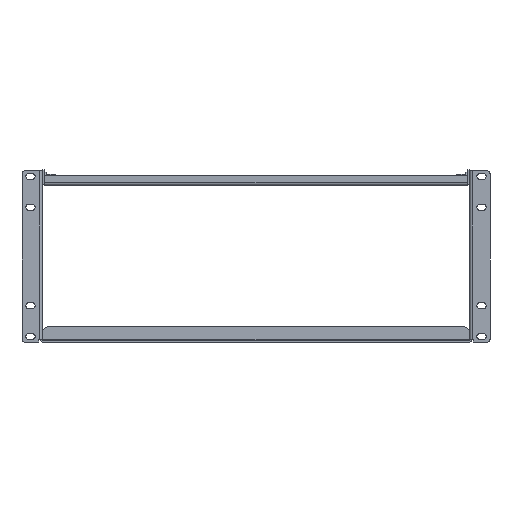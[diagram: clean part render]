
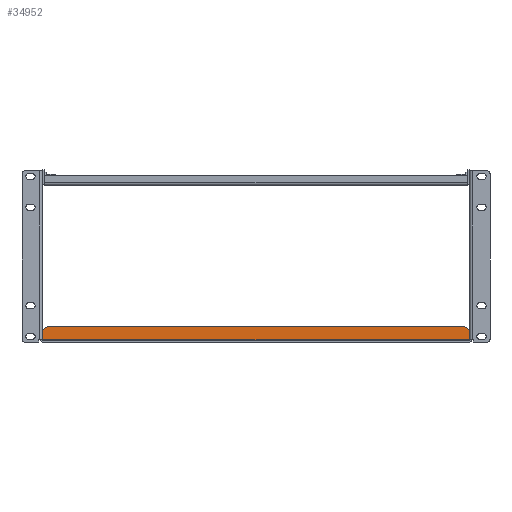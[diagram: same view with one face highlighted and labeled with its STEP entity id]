
A CAD part, front view. The second image highlights one B-rep face of the part: STEP entity #34952.
In plain terms, the highlighted planar face has unit normal (0, -1, 0).
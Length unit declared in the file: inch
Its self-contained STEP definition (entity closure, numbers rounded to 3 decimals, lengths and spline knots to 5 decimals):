
#851 = LINE ( 'NONE', #3615, #34524 ) ;
#1271 = CARTESIAN_POINT ( 'NONE',  ( 8.42792, 7.392, 0.375 ) ) ;
#1278 = VECTOR ( 'NONE', #17203, 39.37008 ) ;
#2513 = DIRECTION ( 'NONE',  ( 0., -1., 0. ) ) ;
#2724 = PLANE ( 'NONE',  #18895 ) ;
#3565 = EDGE_CURVE ( 'NONE', #23216, #17003, #30877, .T. ) ;
#3615 = CARTESIAN_POINT ( 'NONE',  ( 8.67792, 7.392, 0.06249 ) ) ;
#4619 = LINE ( 'NONE', #17608, #1278 ) ;
#4759 = ORIENTED_EDGE ( 'NONE', *, *, #28457, .T. ) ;
#6335 = CARTESIAN_POINT ( 'NONE',  ( -8.65663, 7.392, 0.108 ) ) ;
#7979 = CARTESIAN_POINT ( 'NONE',  ( 8.68751, 7.392, 0.06249 ) ) ;
#8754 = CARTESIAN_POINT ( 'NONE',  ( -8.64192, 7.392, 0.625 ) ) ;
#8766 = EDGE_LOOP ( 'NONE', ( #16884, #4759, #39828, #13864, #22825, #16797, #9111, #41289 ) ) ;
#9082 = CARTESIAN_POINT ( 'NONE',  ( -8.67792, 7.392, 0.06249 ) ) ;
#9111 = ORIENTED_EDGE ( 'NONE', *, *, #24569, .T. ) ;
#9449 = CIRCLE ( 'NONE', #18307, 0.055 ) ;
#10144 = AXIS2_PLACEMENT_3D ( 'NONE', #23312, #22876, #32891 ) ;
#10403 = DIRECTION ( 'NONE',  ( 0., 0., 1. ) ) ;
#11224 = CARTESIAN_POINT ( 'NONE',  ( 8.67792, 7.392, 0.375 ) ) ;
#11522 = CIRCLE ( 'NONE', #10144, 0.25 ) ;
#11596 = VERTEX_POINT ( 'NONE', #6335 ) ;
#12076 = EDGE_CURVE ( 'NONE', #14414, #11596, #38799, .T. ) ;
#12296 = VERTEX_POINT ( 'NONE', #20711 ) ;
#12500 = LINE ( 'NONE', #9082, #39439 ) ;
#12858 = DIRECTION ( 'NONE',  ( 0., 1., 0. ) ) ;
#13864 = ORIENTED_EDGE ( 'NONE', *, *, #3565, .T. ) ;
#14248 = DIRECTION ( 'NONE',  ( 0., 0., 1. ) ) ;
#14414 = VERTEX_POINT ( 'NONE', #37546 ) ;
#15716 = CARTESIAN_POINT ( 'NONE',  ( -8.64192, 7.392, 0.06249 ) ) ;
#15729 = VERTEX_POINT ( 'NONE', #18794 ) ;
#16406 = VERTEX_POINT ( 'NONE', #29580 ) ;
#16797 = ORIENTED_EDGE ( 'NONE', *, *, #28752, .T. ) ;
#16884 = ORIENTED_EDGE ( 'NONE', *, *, #23278, .T. ) ;
#17003 = VERTEX_POINT ( 'NONE', #18224 ) ;
#17203 = DIRECTION ( 'NONE',  ( 1., 0., 0. ) ) ;
#17608 = CARTESIAN_POINT ( 'NONE',  ( -8.64192, 7.392, 0.108 ) ) ;
#18016 = DIRECTION ( 'NONE',  ( 0., 0., 1. ) ) ;
#18224 = CARTESIAN_POINT ( 'NONE',  ( 8.42792, 7.392, 0.625 ) ) ;
#18307 = AXIS2_PLACEMENT_3D ( 'NONE', #7979, #24177, #18016 ) ;
#18794 = CARTESIAN_POINT ( 'NONE',  ( 8.67792, 7.392, 0.11665 ) ) ;
#18895 = AXIS2_PLACEMENT_3D ( 'NONE', #15716, #2513, #35720 ) ;
#19209 = DIRECTION ( 'NONE',  ( -1., 0., 0. ) ) ;
#19324 = AXIS2_PLACEMENT_3D ( 'NONE', #1271, #23425, #14248 ) ;
#20711 = CARTESIAN_POINT ( 'NONE',  ( -8.42792, 7.392, 0.625 ) ) ;
#21820 = AXIS2_PLACEMENT_3D ( 'NONE', #42006, #12858, #25833 ) ;
#22825 = ORIENTED_EDGE ( 'NONE', *, *, #26160, .T. ) ;
#22876 = DIRECTION ( 'NONE',  ( 0., -1., 0. ) ) ;
#23216 = VERTEX_POINT ( 'NONE', #11224 ) ;
#23278 = EDGE_CURVE ( 'NONE', #11596, #28884, #4619, .T. ) ;
#23312 = CARTESIAN_POINT ( 'NONE',  ( -8.42792, 7.392, 0.375 ) ) ;
#23425 = DIRECTION ( 'NONE',  ( 0., -1., 0. ) ) ;
#24177 = DIRECTION ( 'NONE',  ( 0., 1., 0. ) ) ;
#24569 = EDGE_CURVE ( 'NONE', #16406, #14414, #12500, .T. ) ;
#25833 = DIRECTION ( 'NONE',  ( 0., 0., 1. ) ) ;
#26160 = EDGE_CURVE ( 'NONE', #17003, #12296, #31353, .T. ) ;
#26702 = CARTESIAN_POINT ( 'NONE',  ( 8.65663, 7.392, 0.108 ) ) ;
#27817 = EDGE_CURVE ( 'NONE', #15729, #23216, #851, .T. ) ;
#28457 = EDGE_CURVE ( 'NONE', #28884, #15729, #9449, .T. ) ;
#28752 = EDGE_CURVE ( 'NONE', #12296, #16406, #11522, .T. ) ;
#28884 = VERTEX_POINT ( 'NONE', #26702 ) ;
#29580 = CARTESIAN_POINT ( 'NONE',  ( -8.67792, 7.392, 0.375 ) ) ;
#30877 = CIRCLE ( 'NONE', #19324, 0.25 ) ;
#31353 = LINE ( 'NONE', #8754, #37444 ) ;
#32891 = DIRECTION ( 'NONE',  ( 0., 0., 1. ) ) ;
#34524 = VECTOR ( 'NONE', #10403, 39.37008 ) ;
#34952 = ADVANCED_FACE ( 'NONE', ( #35085 ), #2724, .T. ) ;
#35085 = FACE_OUTER_BOUND ( 'NONE', #8766, .T. ) ;
#35720 = DIRECTION ( 'NONE',  ( 0., 0., -1. ) ) ;
#37444 = VECTOR ( 'NONE', #19209, 39.37008 ) ;
#37546 = CARTESIAN_POINT ( 'NONE',  ( -8.67792, 7.392, 0.11665 ) ) ;
#38657 = DIRECTION ( 'NONE',  ( 0., 0., -1. ) ) ;
#38799 = CIRCLE ( 'NONE', #21820, 0.055 ) ;
#39439 = VECTOR ( 'NONE', #38657, 39.37008 ) ;
#39828 = ORIENTED_EDGE ( 'NONE', *, *, #27817, .T. ) ;
#41289 = ORIENTED_EDGE ( 'NONE', *, *, #12076, .T. ) ;
#42006 = CARTESIAN_POINT ( 'NONE',  ( -8.68751, 7.392, 0.06249 ) ) ;
